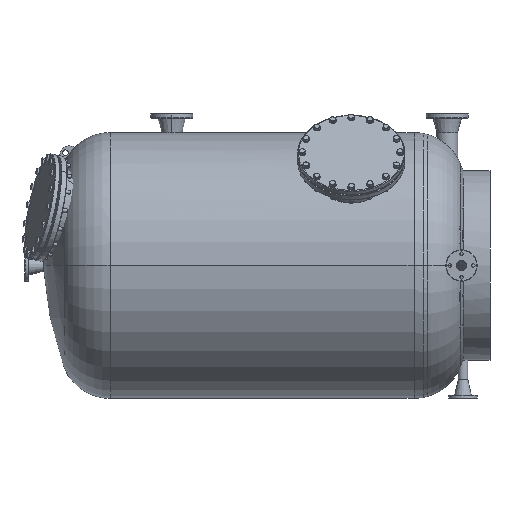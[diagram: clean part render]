
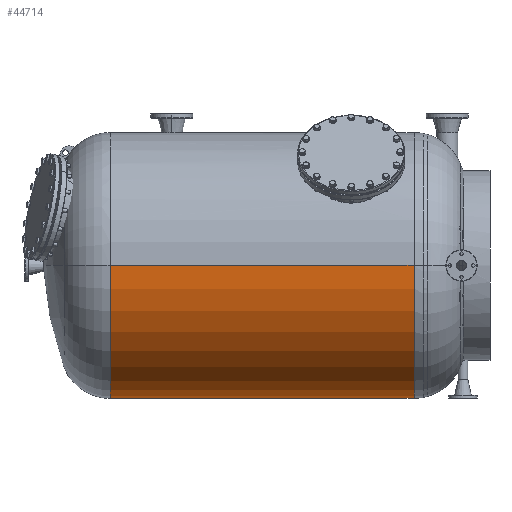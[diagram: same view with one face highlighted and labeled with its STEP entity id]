
A CAD part, left-side view. The second image highlights one B-rep face of the part: STEP entity #44714.
In plain terms, the highlighted cylindrical face has radius 700 mm (diameter 1400 mm), a partial arc.
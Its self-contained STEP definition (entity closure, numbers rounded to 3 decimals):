
#953 = CARTESIAN_POINT ( 'NONE',  ( -96.222, 1381.954, 29.066 ) ) ;
#4763 = VERTEX_POINT ( 'NONE', #28575 ) ;
#4913 = DIRECTION ( 'NONE',  ( -1., 0., 0. ) ) ;
#4965 = CYLINDRICAL_SURFACE ( 'NONE', #9893, 700. ) ;
#7448 = VECTOR ( 'NONE', #38905, 1000. ) ;
#8065 = CIRCLE ( 'NONE', #33105, 700. ) ;
#8312 = ORIENTED_EDGE ( 'NONE', *, *, #24341, .T. ) ;
#9150 = LINE ( 'NONE', #22740, #17711 ) ;
#9309 = CIRCLE ( 'NONE', #23737, 700. ) ;
#9893 = AXIS2_PLACEMENT_3D ( 'NONE', #953, #15168, #15758 ) ;
#11545 = CARTESIAN_POINT ( 'NONE',  ( 603.778, -568.046, 29.066 ) ) ;
#12124 = CARTESIAN_POINT ( 'NONE',  ( -96.222, -568.046, 29.066 ) ) ;
#15168 = DIRECTION ( 'NONE',  ( 0., 1., 0. ) ) ;
#15758 = DIRECTION ( 'NONE',  ( -1., 0., 0. ) ) ;
#17711 = VECTOR ( 'NONE', #19357, 1000. ) ;
#19357 = DIRECTION ( 'NONE',  ( 0., 1., 0. ) ) ;
#22420 = CARTESIAN_POINT ( 'NONE',  ( -96.222, 1031.954, 29.066 ) ) ;
#22740 = CARTESIAN_POINT ( 'NONE',  ( 603.778, 1381.954, 29.066 ) ) ;
#23737 = AXIS2_PLACEMENT_3D ( 'NONE', #12124, #57848, #30480 ) ;
#24097 = EDGE_CURVE ( 'NONE', #54927, #39626, #9309, .T. ) ;
#24341 = EDGE_CURVE ( 'NONE', #39626, #4763, #48644, .T. ) ;
#28575 = CARTESIAN_POINT ( 'NONE',  ( -796.222, 1031.954, 29.066 ) ) ;
#28857 = ORIENTED_EDGE ( 'NONE', *, *, #53826, .F. ) ;
#30480 = DIRECTION ( 'NONE',  ( -1., 0., 0. ) ) ;
#30500 = CARTESIAN_POINT ( 'NONE',  ( 603.778, 1031.954, 29.066 ) ) ;
#33105 = AXIS2_PLACEMENT_3D ( 'NONE', #22420, #46321, #4913 ) ;
#35432 = CARTESIAN_POINT ( 'NONE',  ( -796.222, -568.046, 29.066 ) ) ;
#38905 = DIRECTION ( 'NONE',  ( 0., 1., 0. ) ) ;
#39626 = VERTEX_POINT ( 'NONE', #35432 ) ;
#40745 = EDGE_CURVE ( 'NONE', #56917, #4763, #8065, .T. ) ;
#41520 = FACE_OUTER_BOUND ( 'NONE', #56087, .T. ) ;
#43064 = ORIENTED_EDGE ( 'NONE', *, *, #40745, .F. ) ;
#44420 = CARTESIAN_POINT ( 'NONE',  ( -796.222, 1381.954, 29.066 ) ) ;
#44714 = ADVANCED_FACE ( 'NONE', ( #41520 ), #4965, .T. ) ;
#46321 = DIRECTION ( 'NONE',  ( 0., 1., 0. ) ) ;
#48644 = LINE ( 'NONE', #44420, #7448 ) ;
#53826 = EDGE_CURVE ( 'NONE', #54927, #56917, #9150, .T. ) ;
#54927 = VERTEX_POINT ( 'NONE', #11545 ) ;
#55063 = ORIENTED_EDGE ( 'NONE', *, *, #24097, .T. ) ;
#56087 = EDGE_LOOP ( 'NONE', ( #28857, #55063, #8312, #43064 ) ) ;
#56917 = VERTEX_POINT ( 'NONE', #30500 ) ;
#57848 = DIRECTION ( 'NONE',  ( 0., 1., 0. ) ) ;
